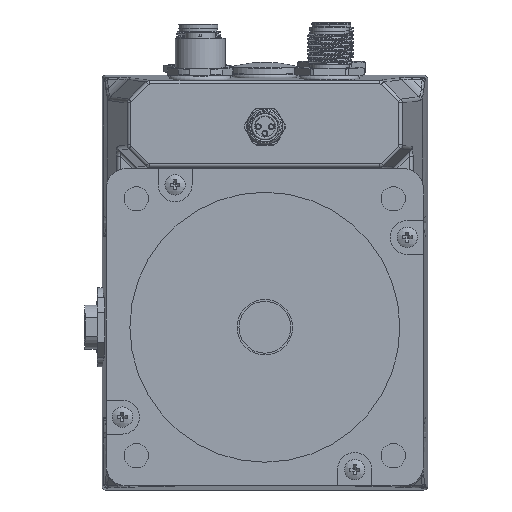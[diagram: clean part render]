
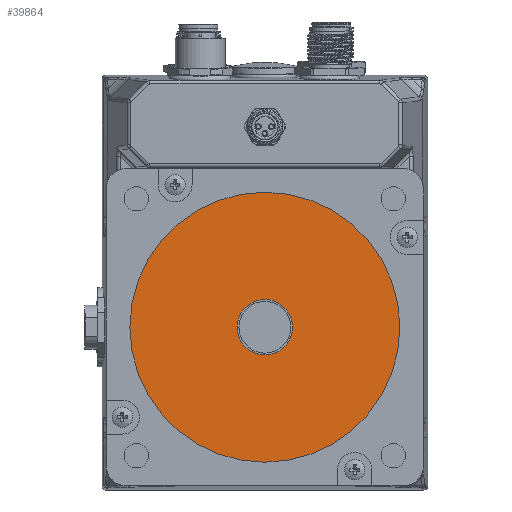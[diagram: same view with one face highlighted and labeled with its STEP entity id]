
A CAD part, front view. The second image highlights one B-rep face of the part: STEP entity #39864.
In plain terms, the highlighted planar face has unit normal (0, -1, 0).
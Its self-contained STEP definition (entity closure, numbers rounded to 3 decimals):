
#902=FACE_BOUND('',#14186,.T.);
#1800=PLANE('',#43637);
#11804=FACE_OUTER_BOUND('',#14185,.T.);
#14185=EDGE_LOOP('',(#36282));
#14186=EDGE_LOOP('',(#36283,#36284));
#16039=CIRCLE('',#43638,36.513);
#16040=CIRCLE('',#43639,7.5);
#16041=CIRCLE('',#43640,7.5);
#20161=VERTEX_POINT('',#101213);
#20162=VERTEX_POINT('',#101215);
#20163=VERTEX_POINT('',#101216);
#25557=EDGE_CURVE('',#20161,#20161,#16039,.T.);
#25558=EDGE_CURVE('',#20162,#20163,#16040,.T.);
#25559=EDGE_CURVE('',#20163,#20162,#16041,.T.);
#36282=ORIENTED_EDGE('',*,*,#25557,.F.);
#36283=ORIENTED_EDGE('',*,*,#25558,.T.);
#36284=ORIENTED_EDGE('',*,*,#25559,.T.);
#39864=ADVANCED_FACE('',(#11804,#902),#1800,.F.);
#43637=AXIS2_PLACEMENT_3D('',#101212,#53582,#53583);
#43638=AXIS2_PLACEMENT_3D('',#101214,#53584,#53585);
#43639=AXIS2_PLACEMENT_3D('',#101217,#53586,#53587);
#43640=AXIS2_PLACEMENT_3D('',#101218,#53588,#53589);
#53582=DIRECTION('center_axis',(0.,1.,0.));
#53583=DIRECTION('ref_axis',(-1.,0.,0.));
#53584=DIRECTION('center_axis',(0.,1.,0.));
#53585=DIRECTION('ref_axis',(-1.,0.,0.));
#53586=DIRECTION('center_axis',(0.,1.,0.));
#53587=DIRECTION('ref_axis',(1.,0.,0.));
#53588=DIRECTION('center_axis',(0.,1.,0.));
#53589=DIRECTION('ref_axis',(1.,0.,0.));
#101212=CARTESIAN_POINT('Origin',(0.,-105.,43.91));
#101213=CARTESIAN_POINT('',(36.513,-105.,43.91));
#101214=CARTESIAN_POINT('Origin',(0.,-105.,43.91));
#101215=CARTESIAN_POINT('',(7.5,-105.,43.91));
#101216=CARTESIAN_POINT('',(-7.5,-105.,43.91));
#101217=CARTESIAN_POINT('Origin',(0.,-105.,43.91));
#101218=CARTESIAN_POINT('Origin',(0.,-105.,43.91));
